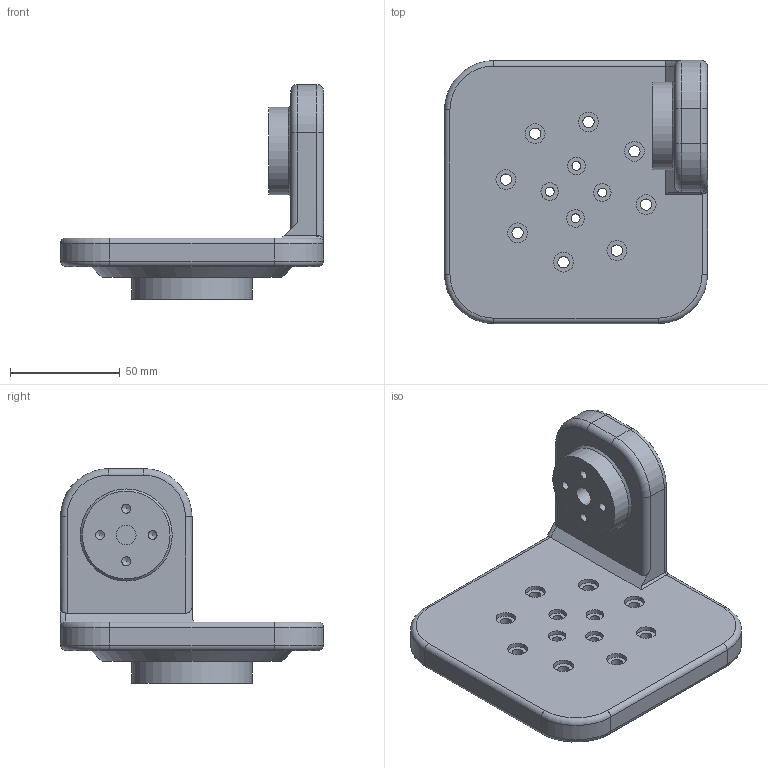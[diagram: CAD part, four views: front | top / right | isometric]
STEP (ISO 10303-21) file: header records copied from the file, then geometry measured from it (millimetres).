
FILE_DESCRIPTION(/* description */ (''),/* implementation_level */ '2;1');
FILE_NAME(/* name */ '旋转轴.step',/* time_stamp */ '2022-05-07T20:37:55+08:00',/* author */ (''),/* organization */ (''),/* preprocessor_version */ 'ST-DEVELOPER v18.1',/* originating_system */ 'Autodesk Translation Framework v10.14.0.1471',/* authorisation */ '');
FILE_SCHEMA (('AUTOMOTIVE_DESIGN { 1 0 10303 214 3 1 1 }'));
Length unit declared in the file: millimetre
Products named in the file (1): 旋转轴
Bounding box: 120 x 120 x 98 mm (x, y, z)
Volume: 300243.6 mm3; surface area: 50868.8 mm2
Topology: 1 solids, 1 shells, 106 faces, 229 edges, 142 vertices
Faces by surface type: cylinder 53, plane 30, torus 10, cone 8, bspline 5
Full cylindrical faces by diameter (mm): 4.1 x8, 5.1 x8, 8 x4, 9 x10, 40 x1, 55 x1
Entity records: 3205 total; most frequent: CARTESIAN_POINT 769, DIRECTION 535, ORIENTED_EDGE 450, EDGE_CURVE 225, AXIS2_PLACEMENT_3D 220, EDGE_LOOP 151, VERTEX_POINT 142, CIRCLE 116
